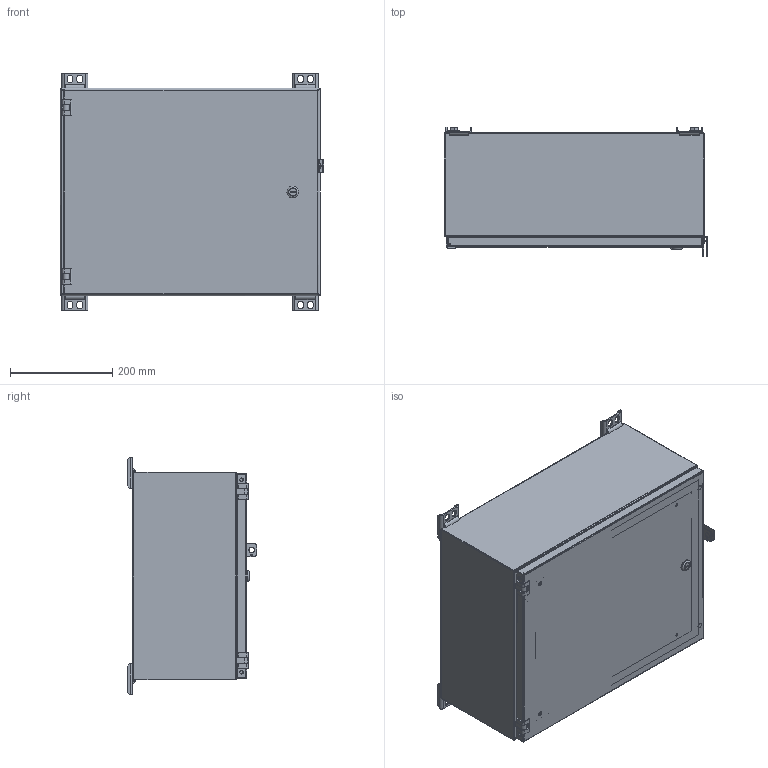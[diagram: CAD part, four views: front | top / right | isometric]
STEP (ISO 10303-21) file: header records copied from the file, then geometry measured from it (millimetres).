
FILE_DESCRIPTION( ( 'Unknown' ), '1' );
FILE_NAME( 'R162008_STEEL.stp', 'Unknown', ( 'Unknown' ), ( 'Unknown' ), 'PSStep 16.0.42', 'Unknown', ' ' );
FILE_SCHEMA( ( 'AUTOMOTIVE_DESIGN { 1 0 10303 214 1 1 1 1 }' ) );
Length unit declared in the file: millimetre
Products named in the file (49): LOCK AVEC TOURNEVIS TYPE 4-12 SANS CAME; HOSING-oa0; INSERT POUR TOURNEVIS-oa1; NOIX DE FIXATION-oa2; Oring-oa3; Oring-oa4; SEAL BLANC-oa5; STOPPER DESSOUS-oa6; VIS DE RETENUE DE LA CAME-oa7; 0.375 DIA; METAL; CAOUTCHOUC; PATTE-RD; PATTE R; FW_0.3750; 3-8-16 x .750; HN_0.3750; A15KR; CAME R; PARTIE COUVERCLE; PROVISION PORTE; NUT 10-32; 10-32 x 0.500-oa8; AHR-PARTIE-BOITIER; AHR - PARTIE BOITIER; SET SCEW M6 x 1.000; SEAL; NOIX M6; PARTIE BOITIER; PROVISION BOITIER; SEAL PROVISION; 10-32 x 0.500; AHR-PARTIE-PORTE; AHR - PARTIE PORTE LUG; AHR - TIGE; PATTE-R; R162008-MONO_16GA_BOITIER; BUMPER R 0.250-20; 0.375-16 x 0.750 AC_CKL 118-510-340; R162008B-MONO_16GA ...
Assembly tree (75 placements, depth 5):
  Assem1
    ARP1620_14GA
    R162008-MONO_16GA_BOITIER
      BUMPER R 0.250-20  x2
      0.375-16 x 0.750 AC_CKL 118-510-340  x4
      FW_0.3750  x4
      HN_0.3750  x4
      R162008B-MONO_16GA
      AHR-PARTIE-BOITIER  x2
        AHR - PARTIE BOITIER
        SET SCEW M6 x 1.000
        SEAL
        NOIX M6
      PATTE-RD  x2
        PATTE R
        FW_0.3750
        3-8-16 x .750
        HN_0.3750
        0.375 DIA
          METAL
          CAOUTCHOUC
      PATTE-R  x2
        PATTE R
        FW_0.3750
        3-8-16 x .750
        HN_0.3750
        0.375 DIA
          METAL
          CAOUTCHOUC
      PARTIE BOITIER
        PROVISION BOITIER
        SEAL PROVISION
        NUT 10-32
        10-32 x 0.500
    R1620_16GA_COUVERCLE
      10-32 x 0.750 AC_CD 201-008-776  x4
      HN_no10  x2
      R1620C_16GA
      R1620_GASKET
      RAIL-V16
      ESPACEUR-RAIL  x2
      AHR-PARTIE-PORTE  x2
        AHR - PARTIE PORTE LUG
        AHR - TIGE
      A15KR
        CAME R
        LOCK AVEC TOURNEVIS TYPE 4-12 SANS CAME
          HOSING-oa0
          INSERT POUR TOURNEVIS-oa1
          NOIX DE FIXATION-oa2
          Oring-oa3
          Oring-oa4
          SEAL BLANC-oa5
          STOPPER DESSOUS-oa6
          VIS DE RETENUE DE LA CAME-oa7
      PARTIE COUVERCLE
        PROVISION PORTE
        NUT 10-32
        10-32 x 0.500-oa8
Bounding box: 515.16 x 253.87 x 463.96 mm (x, y, z)
Volume: 1925581.8 mm3; surface area: 2249857.1 mm2
Topology: 79 solids, 79 shells, 3076 faces, 7392 edges, 4726 vertices
Faces by surface type: plane 1800, cylinder 518, extrusion 276, bspline 212, cone 148, torus 89, sphere 33
Full cylindrical faces by diameter (mm): 0.346 x6, 0.508 x4, 0.794 x4, 3.023 x10, 3.15 x2, 3.175 x10, 4.039 x4, 4.623 x2, 4.682 x12, 4.826 x9, 5.055 x1, 5.1 x2, 5.105 x1, 5.567 x2, 5.842 x2, 5.918 x4, 5.994 x4, 6 x2, 6.096 x2, 6.1 x6, 6.35 x2, 6.502 x4, 6.731 x4, 6.985 x1, 7.137 x2, 7.925 x2, 8.664 x2, 8.7 x2, 8.966 x4, 9 x2
Entity records: 135040 total; most frequent: CARTESIAN_POINT 62954, ORIENTED_EDGE 11304, DIRECTION 8507, EDGE_CURVE 5652, VERTEX_POINT 3774, EDGE_LOOP 3055, VECTOR 2841, AXIS2_PLACEMENT_3D 2833
